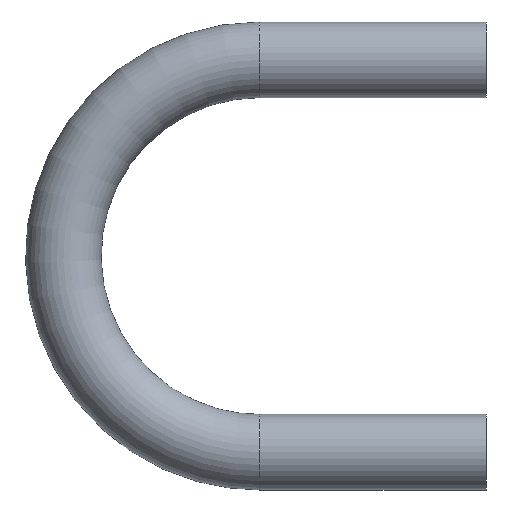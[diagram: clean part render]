
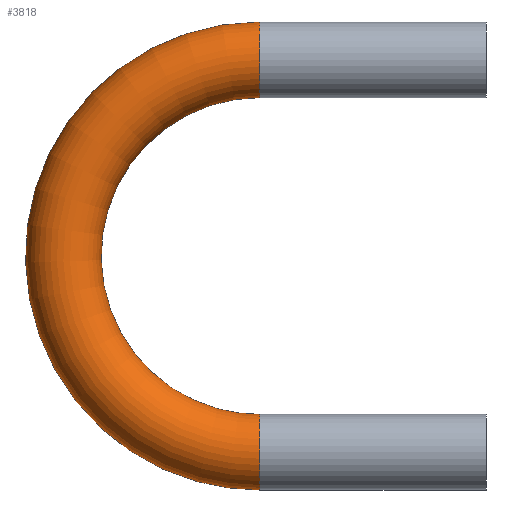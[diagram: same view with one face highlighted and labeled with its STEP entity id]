
A CAD part, left-side view. The second image highlights one B-rep face of the part: STEP entity #3818.
In plain terms, the highlighted toroidal (fillet/blend) face has major radius 110 mm and minor radius 21.2 mm.
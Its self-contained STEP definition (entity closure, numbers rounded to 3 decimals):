
#158 = TOROIDAL_SURFACE ( 'NONE', #8677, 110., 21.2 ) ;
#1373 = FACE_OUTER_BOUND ( 'NONE', #8469, .T. ) ;
#1663 = CIRCLE ( 'NONE', #2642, 21.2 ) ;
#2503 = FACE_OUTER_BOUND ( 'NONE', #5662, .T. ) ;
#2642 = AXIS2_PLACEMENT_3D ( 'NONE', #4159, #11063, #3109 ) ;
#2759 = EDGE_CURVE ( 'NONE', #9275, #9275, #9561, .T. ) ;
#3109 = DIRECTION ( 'NONE',  ( 0., 0., 1. ) ) ;
#3818 = ADVANCED_FACE ( 'NONE', ( #2503, #1373 ), #158, .T. ) ;
#4159 = CARTESIAN_POINT ( 'NONE',  ( 0., 127.212, 0. ) ) ;
#4182 = EDGE_CURVE ( 'NONE', #5596, #5596, #1663, .T. ) ;
#4298 = DIRECTION ( 'NONE',  ( 0., 0., -1. ) ) ;
#5596 = VERTEX_POINT ( 'NONE', #8772 ) ;
#5662 = EDGE_LOOP ( 'NONE', ( #6855 ) ) ;
#6580 = DIRECTION ( 'NONE',  ( -1., 0., 0. ) ) ;
#6855 = ORIENTED_EDGE ( 'NONE', *, *, #4182, .T. ) ;
#6945 = CARTESIAN_POINT ( 'NONE',  ( 0., 127.212, -220. ) ) ;
#7627 = CARTESIAN_POINT ( 'NONE',  ( 0., 127.212, -241.2 ) ) ;
#8469 = EDGE_LOOP ( 'NONE', ( #11176 ) ) ;
#8659 = DIRECTION ( 'NONE',  ( 0., -1., 0. ) ) ;
#8677 = AXIS2_PLACEMENT_3D ( 'NONE', #9221, #6580, #10095 ) ;
#8772 = CARTESIAN_POINT ( 'NONE',  ( 0., 127.212, 21.2 ) ) ;
#9221 = CARTESIAN_POINT ( 'NONE',  ( 0., 127.212, -110. ) ) ;
#9275 = VERTEX_POINT ( 'NONE', #7627 ) ;
#9561 = CIRCLE ( 'NONE', #9769, 21.2 ) ;
#9769 = AXIS2_PLACEMENT_3D ( 'NONE', #6945, #8659, #4298 ) ;
#10095 = DIRECTION ( 'NONE',  ( 0., 0., 1. ) ) ;
#11063 = DIRECTION ( 'NONE',  ( 0., 1., 0. ) ) ;
#11176 = ORIENTED_EDGE ( 'NONE', *, *, #2759, .F. ) ;
